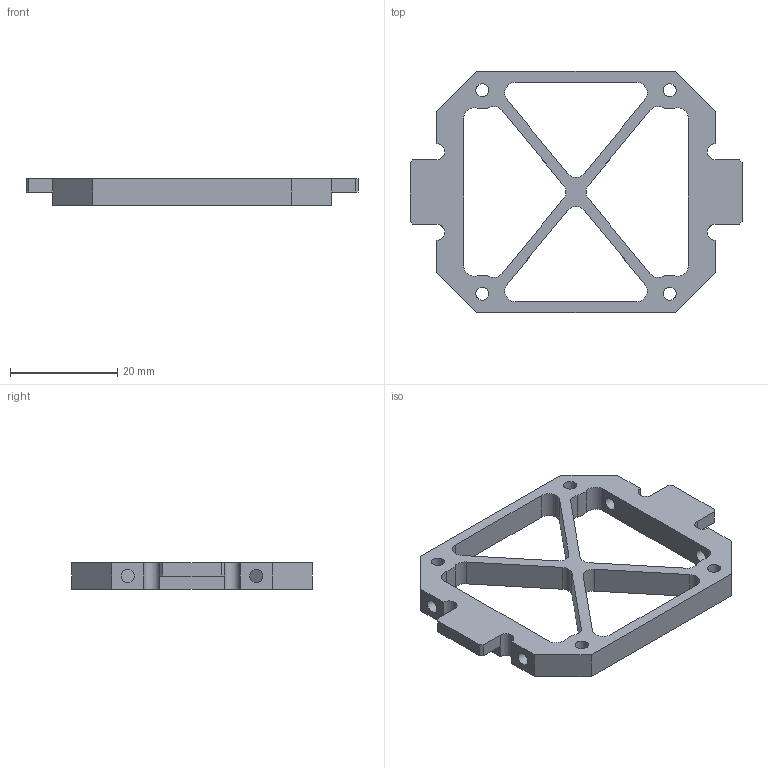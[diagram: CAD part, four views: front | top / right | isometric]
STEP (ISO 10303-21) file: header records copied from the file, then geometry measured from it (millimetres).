
FILE_DESCRIPTION(/* description */ (''),/* implementation_level */ '2;1');
FILE_NAME(/* name */ 'FootBraceFrame.stp',/* time_stamp */ '2024-04-11T16:58:30+09:00',/* author */ ('Masato Kubotera'),/* organization */ (''),/* preprocessor_version */ 'ST-DEVELOPER v20',/* originating_system */ 'Autodesk Inventor 2024',/* authorisation */ '');
FILE_SCHEMA (('AUTOMOTIVE_DESIGN { 1 0 10303 214 3 1 1 }'));
Length unit declared in the file: millimetre
Products named in the file (1): FootBraceFrame
Bounding box: 62 x 45 x 5 mm (x, y, z)
Volume: 4185 mm3; surface area: 4610.3 mm2
Topology: 1 solids, 1 shells, 70 faces, 200 edges, 132 vertices
Faces by surface type: plane 38, cylinder 32
Full cylindrical faces by diameter (mm): 2.459 x8
Entity records: 2387 total; most frequent: DIRECTION 406, CARTESIAN_POINT 403, ORIENTED_EDGE 400, EDGE_CURVE 200, LINE 136, VECTOR 136, AXIS2_PLACEMENT_3D 135, VERTEX_POINT 132
